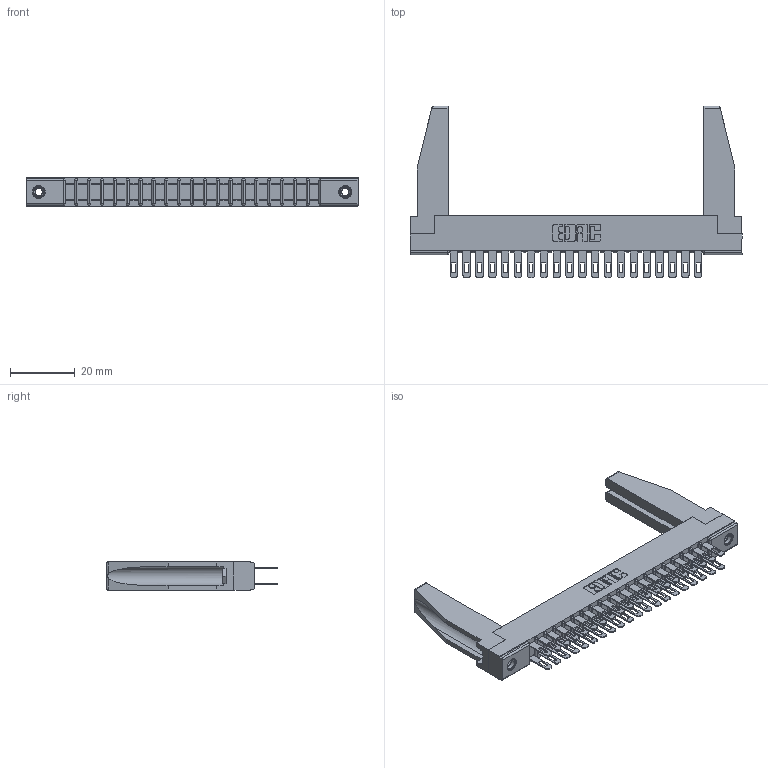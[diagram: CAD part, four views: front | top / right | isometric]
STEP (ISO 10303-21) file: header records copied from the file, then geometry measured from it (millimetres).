
FILE_DESCRIPTION (( 'STEP AP203' ), '1' );
FILE_NAME ('307-040-500-278.STEP', '2019-09-06T05:11:27', ( '' ), ( '' ), 'SwSTEP 2.0', 'SolidWorks 2016', '' );
FILE_SCHEMA (( 'CONFIG_CONTROL_DESIGN' ));
Length unit declared in the file: inch
Products named in the file (5): 307 Part_.156 Dia Mounting Holes; 345-250-001_345-250-001-102; 307-290-001_500; 307-040-500-278; 307-220-078
Assembly tree (45 placements, depth 2):
  307-040-500-278
    307 Part_.156 Dia Mounting Holes
    307-290-001_500  x40
    307-220-078  x2
    345-250-001_345-250-001-102  x2
Bounding box: 102.26 x 52.88 x 8.71 mm (x, y, z)
Volume: 10797.1 mm3; surface area: 16372.7 mm2
Topology: 45 solids, 45 shells, 2109 faces, 5853 edges, 3782 vertices
Faces by surface type: plane 1354, cylinder 697, sphere 42, cone 12, torus 4
Entity records: 22911 total; most frequent: CARTESIAN_POINT 3762, ORIENTED_EDGE 3684, DIRECTION 3650, EDGE_CURVE 1842, VECTOR 1406, LINE 1406, VERTEX_POINT 1192, AXIS2_PLACEMENT_3D 1122
